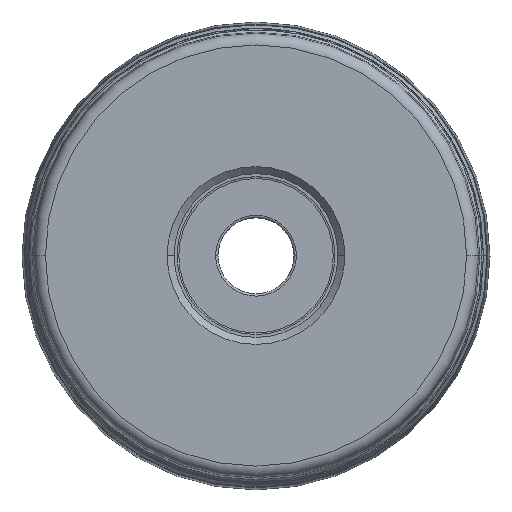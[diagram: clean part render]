
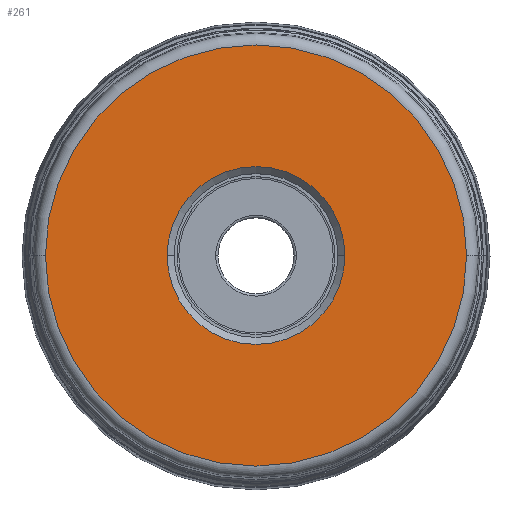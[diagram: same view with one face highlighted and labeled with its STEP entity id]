
A CAD part, top view. The second image highlights one B-rep face of the part: STEP entity #261.
In plain terms, the highlighted planar face has unit normal (0, 0, 1).
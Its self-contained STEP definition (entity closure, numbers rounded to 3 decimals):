
#43=PLANE('',#2685);
#50=FACE_BOUND('',#580,.T.);
#51=FACE_BOUND('',#581,.T.);
#261=ADVANCED_FACE('',(#50,#51),#43,.F.);
#580=EDGE_LOOP('',(#1062,#1063,#1064,#1065));
#581=EDGE_LOOP('',(#1066,#1067,#1068,#1069));
#1062=ORIENTED_EDGE('',*,*,#1687,.F.);
#1063=ORIENTED_EDGE('',*,*,#1685,.F.);
#1064=ORIENTED_EDGE('',*,*,#1684,.T.);
#1065=ORIENTED_EDGE('',*,*,#1688,.T.);
#1066=ORIENTED_EDGE('',*,*,#1689,.T.);
#1067=ORIENTED_EDGE('',*,*,#1690,.T.);
#1068=ORIENTED_EDGE('',*,*,#1691,.T.);
#1069=ORIENTED_EDGE('',*,*,#1692,.T.);
#1394=VERTEX_POINT('',#5057);
#1395=VERTEX_POINT('',#5059);
#1396=VERTEX_POINT('',#5061);
#1397=VERTEX_POINT('',#5065);
#1398=VERTEX_POINT('',#5069);
#1399=VERTEX_POINT('',#5070);
#1400=VERTEX_POINT('',#5072);
#1401=VERTEX_POINT('',#5074);
#1684=EDGE_CURVE('',#1395,#1394,#2042,.T.);
#1685=EDGE_CURVE('',#1395,#1396,#2043,.T.);
#1687=EDGE_CURVE('',#1396,#1397,#2045,.T.);
#1688=EDGE_CURVE('',#1394,#1397,#2046,.T.);
#1689=EDGE_CURVE('',#1398,#1399,#2047,.T.);
#1690=EDGE_CURVE('',#1399,#1400,#2048,.T.);
#1691=EDGE_CURVE('',#1400,#1401,#2049,.T.);
#1692=EDGE_CURVE('',#1401,#1398,#2050,.T.);
#2042=CIRCLE('',#2674,36.);
#2043=CIRCLE('',#2675,36.);
#2045=CIRCLE('',#2678,36.);
#2046=CIRCLE('',#2679,36.);
#2047=CIRCLE('',#2681,15.2);
#2048=CIRCLE('',#2682,15.2);
#2049=CIRCLE('',#2683,15.2);
#2050=CIRCLE('',#2684,15.2);
#2674=AXIS2_PLACEMENT_3D('',#5058,#3341,#3342);
#2675=AXIS2_PLACEMENT_3D('',#5060,#3343,#3344);
#2678=AXIS2_PLACEMENT_3D('',#5064,#3349,#3350);
#2679=AXIS2_PLACEMENT_3D('',#5066,#3351,#3352);
#2681=AXIS2_PLACEMENT_3D('',#5068,#3355,#3356);
#2682=AXIS2_PLACEMENT_3D('',#5071,#3357,#3358);
#2683=AXIS2_PLACEMENT_3D('',#5073,#3359,#3360);
#2684=AXIS2_PLACEMENT_3D('',#5075,#3361,#3362);
#2685=AXIS2_PLACEMENT_3D('',#5076,#3363,#3364);
#3341=DIRECTION('',(0.,0.,1.));
#3342=DIRECTION('',(1.,0.,0.));
#3343=DIRECTION('',(0.,0.,-1.));
#3344=DIRECTION('',(-1.,0.,0.));
#3349=DIRECTION('',(0.,0.,-1.));
#3350=DIRECTION('',(-1.,0.,0.));
#3351=DIRECTION('',(0.,0.,1.));
#3352=DIRECTION('',(1.,0.,0.));
#3355=DIRECTION('',(0.,0.,-1.));
#3356=DIRECTION('',(0.,-1.,0.));
#3357=DIRECTION('',(0.,0.,-1.));
#3358=DIRECTION('',(-1.,0.,0.));
#3359=DIRECTION('',(0.,0.,-1.));
#3360=DIRECTION('',(0.,1.,0.));
#3361=DIRECTION('',(0.,0.,-1.));
#3362=DIRECTION('',(1.,0.,0.));
#3363=DIRECTION('',(0.,0.,-1.));
#3364=DIRECTION('',(1.,0.,0.));
#5057=CARTESIAN_POINT('',(36.,0.,0.));
#5058=CARTESIAN_POINT('',(0.,0.,0.));
#5059=CARTESIAN_POINT('',(36.,-0.021,0.));
#5060=CARTESIAN_POINT('',(0.,0.,0.));
#5061=CARTESIAN_POINT('',(-36.,0.,0.));
#5064=CARTESIAN_POINT('',(0.,0.,0.));
#5065=CARTESIAN_POINT('',(-36.,0.021,0.));
#5066=CARTESIAN_POINT('',(0.,0.,0.));
#5068=CARTESIAN_POINT('',(0.,0.,0.));
#5069=CARTESIAN_POINT('',(0.,-15.2,0.));
#5070=CARTESIAN_POINT('',(-15.2,0.,0.));
#5071=CARTESIAN_POINT('',(0.,0.,0.));
#5072=CARTESIAN_POINT('',(0.,15.2,0.));
#5073=CARTESIAN_POINT('',(0.,0.,0.));
#5074=CARTESIAN_POINT('',(15.2,0.,0.));
#5075=CARTESIAN_POINT('',(0.,0.,0.));
#5076=CARTESIAN_POINT('',(0.,0.,0.));
